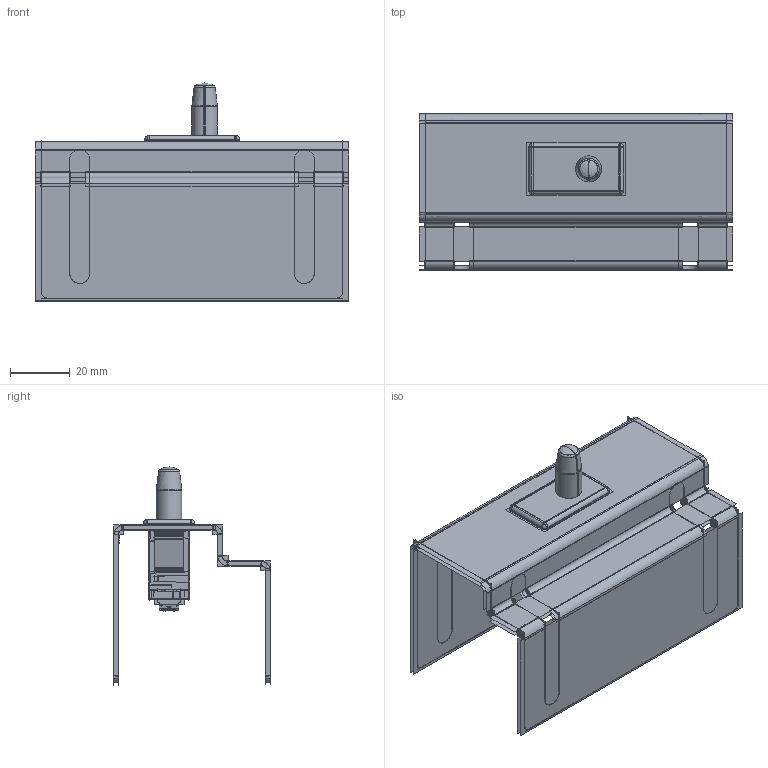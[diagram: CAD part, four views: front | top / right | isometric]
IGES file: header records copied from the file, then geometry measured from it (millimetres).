
Start section:  PTC IGES file: 160673.igs
Global section: file name: 160673.igs; native system: Creo Parametric by Parametric Technology Corporation; preprocessor: 2013230; author: pdmadmin; organization: Unknown; date: 20151202.132700; units: millimetre
Bounding box: 104.83 x 52.5 x 72.92 mm (x, y, z)
Volume: 25542.9 mm3; surface area: 164026.5 mm2
Topology: 5 solids, 5 shells, 1382 faces, 7080 edges, 8594 vertices
Faces by surface type: bspline 1168, revolution 214
